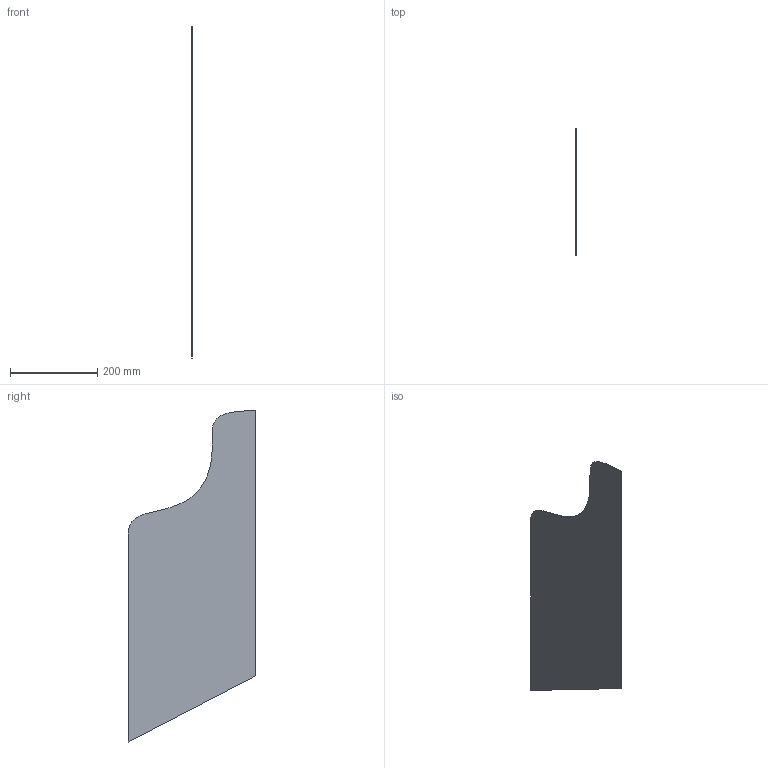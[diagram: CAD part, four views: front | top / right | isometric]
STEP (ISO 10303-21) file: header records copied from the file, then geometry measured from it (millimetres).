
FILE_DESCRIPTION (( 'STEP AP203' ), '1' );
FILE_NAME ('panel-side-v01.STEP', '2024-07-13T21:30:28', ( '' ), ( '' ), 'SwSTEP 2.0', 'SolidWorks 2024', '' );
FILE_SCHEMA (( 'CONFIG_CONTROL_DESIGN' ));
Length unit declared in the file: millimetre
Products named in the file (1): panel-side-v01
Bounding box: 1.6 x 292.1 x 760.98 mm (x, y, z)
Volume: 252958.5 mm3; surface area: 319213 mm2
Topology: 1 solids, 1 shells, 7 faces, 15 edges, 10 vertices
Faces by surface type: plane 6, bspline 1
Entity records: 282 total; most frequent: CARTESIAN_POINT 58, ORIENTED_EDGE 30, DIRECTION 27, EDGE_CURVE 15, VECTOR 13, LINE 13, VERTEX_POINT 10, PERSON_AND_ORGANIZATION 8
